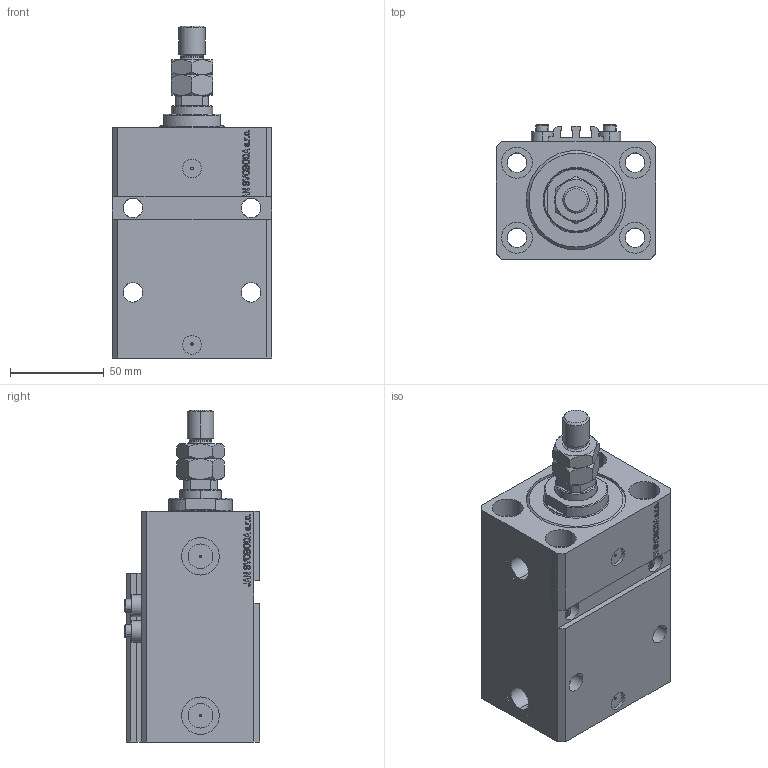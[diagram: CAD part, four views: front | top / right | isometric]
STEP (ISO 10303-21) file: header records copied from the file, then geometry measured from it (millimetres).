
FILE_DESCRIPTION (( 'STEP AP203' ), '1' );
FILE_NAME ('e0b8.STEP', '2023-10-07T16:34:15', ( '' ), ( '' ), 'SwSTEP 2.0', 'SolidWorks 2019', '' );
FILE_SCHEMA (( 'CONFIG_CONTROL_DESIGN' ));
Length unit declared in the file: millimetre
Products named in the file (6): e0b8; ALLEN BOLT V250CE b8e1f06862bf570cc30ec8b48c90f0b3; MTA b8e1f06862bf570cc30ec8b48c90f0b3; V250CE_C_VCP b8e1f06862bf570cc30ec8b48c90f0b3; V250CE_VC_E b8e1f06862bf570cc30ec8b48c90f0b3; V250CE_E_Body b8e1f06862bf570cc30ec8b48c90f0b3
Assembly tree (8 placements, depth 2):
  e0b8
    V250CE_E_Body b8e1f06862bf570cc30ec8b48c90f0b3
    ALLEN BOLT V250CE b8e1f06862bf570cc30ec8b48c90f0b3  x4
    V250CE_C_VCP b8e1f06862bf570cc30ec8b48c90f0b3
    V250CE_VC_E b8e1f06862bf570cc30ec8b48c90f0b3
    MTA b8e1f06862bf570cc30ec8b48c90f0b3
Bounding box: 85 x 72 x 177 mm (x, y, z)
Volume: 563556 mm3; surface area: 123525.7 mm2
Topology: 9 solids, 9 shells, 1172 faces, 2911 edges, 1867 vertices
Faces by surface type: plane 554, bspline 356, cylinder 162, cone 84, torus 16
Entity records: 50220 total; most frequent: CARTESIAN_POINT 25676, ORIENTED_EDGE 5512, DIRECTION 3718, EDGE_CURVE 2756, VERTEX_POINT 1783, VECTOR 1636, LINE 1636, EDGE_LOOP 1241
